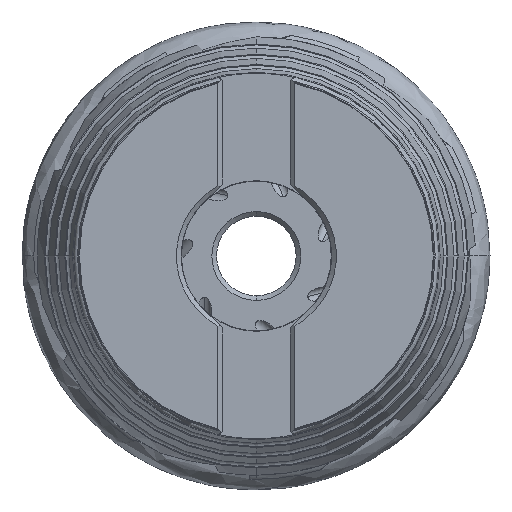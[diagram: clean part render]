
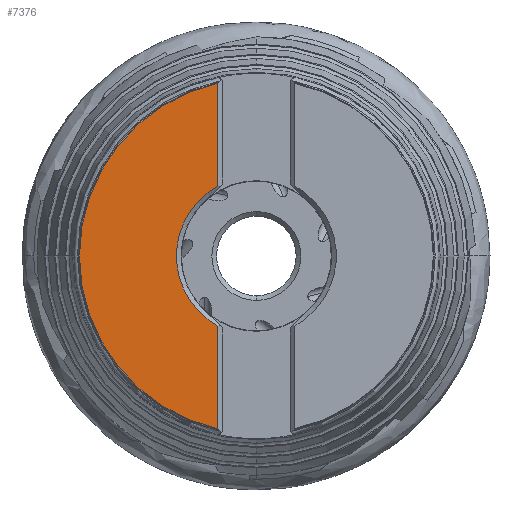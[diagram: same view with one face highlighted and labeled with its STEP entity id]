
A CAD part, left-side view. The second image highlights one B-rep face of the part: STEP entity #7376.
In plain terms, the highlighted planar face has unit normal (-1, 0, 0).
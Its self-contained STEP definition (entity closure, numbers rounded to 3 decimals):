
#112 = VERTEX_POINT ( 'NONE', #10109 ) ;
#205 = ORIENTED_EDGE ( 'NONE', *, *, #1595, .F. ) ;
#532 = LINE ( 'NONE', #2858, #9649 ) ;
#1022 = CARTESIAN_POINT ( 'NONE',  ( -48.7, 8.2, -36.89 ) ) ;
#1160 = DIRECTION ( 'NONE',  ( 0., 0., -1. ) ) ;
#1536 = CARTESIAN_POINT ( 'NONE',  ( -48.7, 37.79, 0. ) ) ;
#1595 = EDGE_CURVE ( 'NONE', #6462, #112, #3686, .T. ) ;
#1728 = ORIENTED_EDGE ( 'NONE', *, *, #5326, .T. ) ;
#2446 = CARTESIAN_POINT ( 'NONE',  ( -48.7, 8.2, -55. ) ) ;
#2810 = ORIENTED_EDGE ( 'NONE', *, *, #5704, .T. ) ;
#2858 = CARTESIAN_POINT ( 'NONE',  ( -48.7, 8.2, -55. ) ) ;
#2941 = DIRECTION ( 'NONE',  ( 1., 0., 0. ) ) ;
#3158 = CARTESIAN_POINT ( 'NONE',  ( -48.7, 8.2, 14.977 ) ) ;
#3200 = DIRECTION ( 'NONE',  ( 0., 0., 1. ) ) ;
#3686 = CIRCLE ( 'NONE', #8984, 37.79 ) ;
#4243 = DIRECTION ( 'NONE',  ( 1., 0., 0. ) ) ;
#4872 = EDGE_CURVE ( 'NONE', #10692, #112, #532, .T. ) ;
#4899 = DIRECTION ( 'NONE',  ( 0., 0., 1. ) ) ;
#4943 = ORIENTED_EDGE ( 'NONE', *, *, #4872, .T. ) ;
#4949 = FACE_OUTER_BOUND ( 'NONE', #7870, .T. ) ;
#5020 = CIRCLE ( 'NONE', #8030, 17.075 ) ;
#5326 = EDGE_CURVE ( 'NONE', #6227, #10692, #5020, .T. ) ;
#5687 = VECTOR ( 'NONE', #3200, 1000. ) ;
#5704 = EDGE_CURVE ( 'NONE', #6462, #6227, #7285, .T. ) ;
#5766 = DIRECTION ( 'NONE',  ( -1., 0., 0. ) ) ;
#6227 = VERTEX_POINT ( 'NONE', #9263 ) ;
#6462 = VERTEX_POINT ( 'NONE', #1022 ) ;
#7062 = DIRECTION ( 'NONE',  ( 0., 0., 1. ) ) ;
#7285 = LINE ( 'NONE', #2446, #5687 ) ;
#7376 = ADVANCED_FACE ( 'NONE', ( #4949 ), #9974, .T. ) ;
#7870 = EDGE_LOOP ( 'NONE', ( #4943, #205, #2810, #1728 ) ) ;
#8030 = AXIS2_PLACEMENT_3D ( 'NONE', #10159, #4243, #9295 ) ;
#8984 = AXIS2_PLACEMENT_3D ( 'NONE', #9716, #2941, #1160 ) ;
#9263 = CARTESIAN_POINT ( 'NONE',  ( -48.7, 8.2, -14.977 ) ) ;
#9295 = DIRECTION ( 'NONE',  ( 0., 0., -1. ) ) ;
#9649 = VECTOR ( 'NONE', #7062, 1000. ) ;
#9716 = CARTESIAN_POINT ( 'NONE',  ( -48.7, 0., 0. ) ) ;
#9720 = AXIS2_PLACEMENT_3D ( 'NONE', #1536, #5766, #4899 ) ;
#9974 = PLANE ( 'NONE',  #9720 ) ;
#10109 = CARTESIAN_POINT ( 'NONE',  ( -48.7, 8.2, 36.89 ) ) ;
#10159 = CARTESIAN_POINT ( 'NONE',  ( -48.7, 0., 0. ) ) ;
#10692 = VERTEX_POINT ( 'NONE', #3158 ) ;
